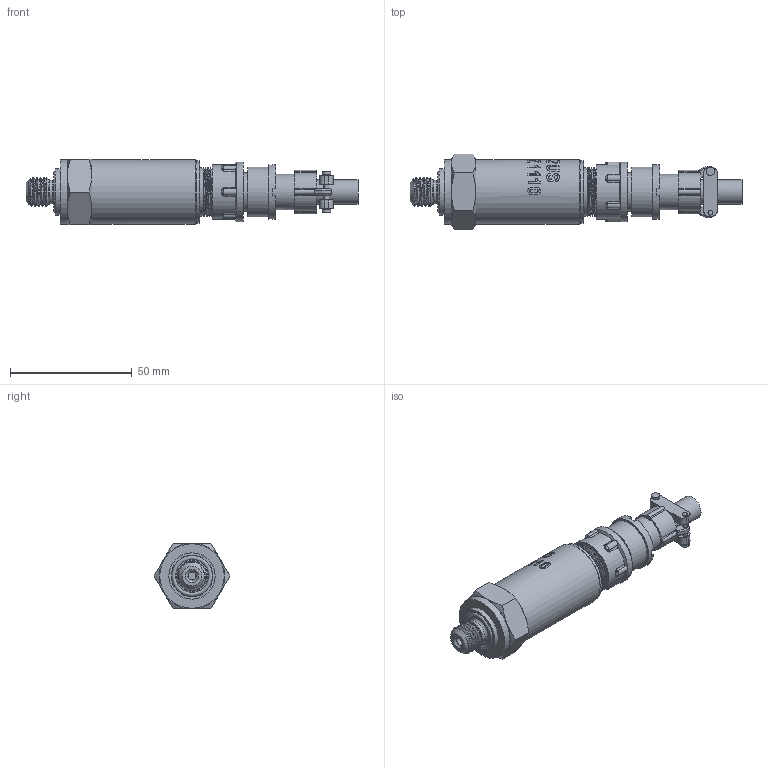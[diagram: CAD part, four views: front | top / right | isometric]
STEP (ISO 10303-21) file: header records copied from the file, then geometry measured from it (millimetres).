
FILE_DESCRIPTION(/* description */ (''),/* implementation_level */ '2;1');
FILE_NAME(/* name */ 'APZ1110_sqqqq_2RMDT.step',/* time_stamp */ '2021-08-03T13:51:50+03:00',/* author */ (''),/* organization */ (''),/* preprocessor_version */ 'ST-DEVELOPER v18.1',/* originating_system */ 'Autodesk Translation Framework v10.9.0.1377',/* authorisation */ '');
FILE_SCHEMA (('AUTOMOTIVE_DESIGN { 1 0 10303 214 3 1 1 }'));
Length unit declared in the file: millimetre
Products named in the file (5): АПЗ 1110 - filled; СТ063.000.083 (стакан 
с вальцем) v2; RMDT male v5; RMDT female v7; M12x1,5 DIN
Assembly tree (4 placements, depth 2):
  АПЗ 1110 - filled
    СТ063.000.083 (стакан 
с вальцем) v2
    RMDT male v5
    RMDT female v7
    M12x1,5 DIN
Bounding box: 136.42 x 31.18 x 27 mm (x, y, z)
Volume: 49779.3 mm3; surface area: 18307.8 mm2
Topology: 4 solids, 4 shells, 726 faces, 1872 edges, 1222 vertices
Faces by surface type: bspline 331, plane 188, cylinder 159, cone 24, torus 20, sphere 4
Full cylindrical faces by diameter (mm): 1 x4, 2 x20, 3.3 x1, 3.5 x2, 9 x1, 9.8 x1, 10 x1, 10.137 x4, 11 x1, 11.85 x4, 13 x1, 13.5 x1, 14.5 x1, 15 x1, 15.8 x1, 16 x2, 16.7 x1, 16.741 x2, 17.884 x2, 18 x1, 18.741 x8, 19 x1, 19.8 x1, 19.884 x9, 20 x1, 20.5 x1, 22.3 x1, 22.5 x2, 24.5 x3, 25.5 x1
Entity records: 35261 total; most frequent: CARTESIAN_POINT 19616, ORIENTED_EDGE 3736, DIRECTION 2241, EDGE_CURVE 1868, VERTEX_POINT 1222, EDGE_LOOP 808, B_SPLINE_CURVE_WITH_KNOTS 769, AXIS2_PLACEMENT_3D 762
